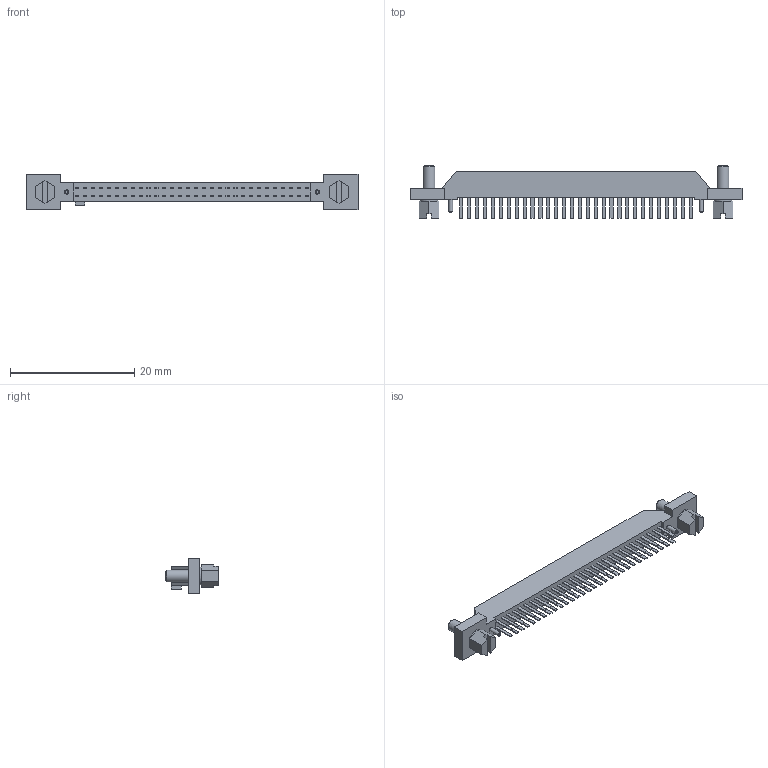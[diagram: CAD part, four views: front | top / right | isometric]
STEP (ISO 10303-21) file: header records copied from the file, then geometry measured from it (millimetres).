
FILE_DESCRIPTION(/* description */ ('STEP AP214'),/* implementation_level */ '2;1');
FILE_NAME(/* name */ 'SFM-130-01-L-D-DS',/* time_stamp */ '2023-05-12T04:10:39+02:00',/* author */ ('License CC BY-ND 4.0'),/* organization */ ('CADENAS'),/* preprocessor_version */ 'ST-DEVELOPER v19.3',/* originating_system */ 'PARTsolutions',/* authorisation */ ' ');
FILE_SCHEMA (('AUTOMOTIVE_DESIGN {1 0 10303 214 3 1 1}'));
Length unit declared in the file: inch
Products named in the file (5): SFM-130-01-L-D-DS; WT-27-03-T_-01-D-DS-SN_solder_nail; C-30-01-D_pins; CPS-RR-M2-01_dual_screw; SFM-130-01-L-D-DS_terminal
Assembly tree (6 placements, depth 2):
  SFM-130-01-L-D-DS
    WT-27-03-T_-01-D-DS-SN_solder_nail  x2
    C-30-01-D_pins
    CPS-RR-M2-01_dual_screw  x2
    SFM-130-01-L-D-DS_terminal
Bounding box: 53.34 x 8.51 x 5.71 mm (x, y, z)
Volume: 674.2 mm3; surface area: 1901.8 mm2
Topology: 6 solids, 6 shells, 728 faces, 1764 edges, 1174 vertices
Faces by surface type: plane 694, cylinder 30, cone 4
Full cylindrical faces by diameter (mm): 0.66 x4, 1.016 x2, 1.092 x2, 1.905 x4, 2.896 x2
Entity records: 20359 total; most frequent: CARTESIAN_POINT 3558, ORIENTED_EDGE 3408, DIRECTION 3182, EDGE_CURVE 1704, LINE 1650, VECTOR 1650, VERTEX_POINT 1142, EDGE_LOOP 848
